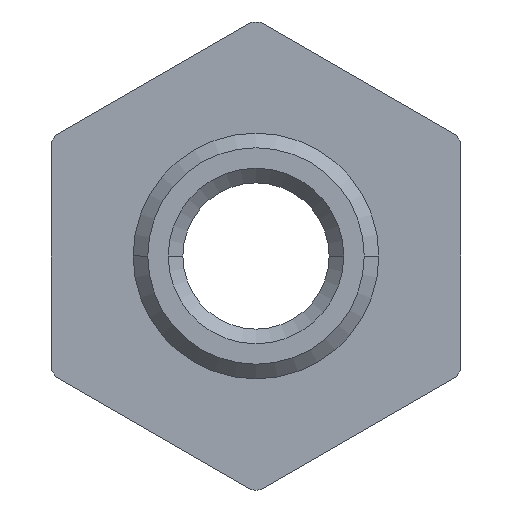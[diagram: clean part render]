
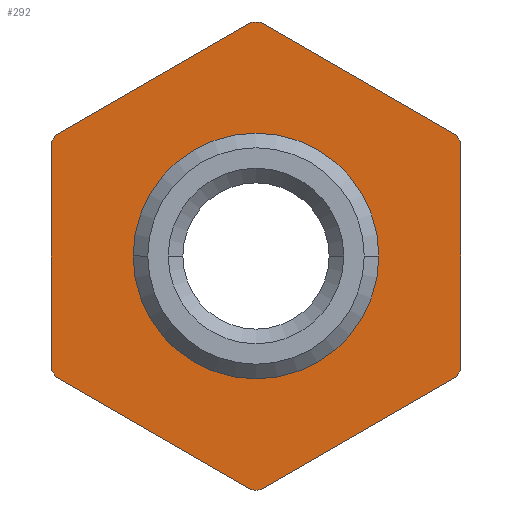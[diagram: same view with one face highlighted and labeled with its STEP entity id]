
A CAD part, front view. The second image highlights one B-rep face of the part: STEP entity #292.
In plain terms, the highlighted planar face has unit normal (0, -1, 0).
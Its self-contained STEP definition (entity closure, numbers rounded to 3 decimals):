
#3 = VECTOR ( 'NONE', #254, 1000. ) ;
#20 = ORIENTED_EDGE ( 'NONE', *, *, #803, .F. ) ;
#30 = VECTOR ( 'NONE', #201, 1000. ) ;
#43 = EDGE_CURVE ( 'NONE', #126, #406, #459, .T. ) ;
#58 = VECTOR ( 'NONE', #128, 1000. ) ;
#59 = CIRCLE ( 'NONE', #576, 4. ) ;
#63 = DIRECTION ( 'NONE',  ( 0., -1., 0. ) ) ;
#75 = AXIS2_PLACEMENT_3D ( 'NONE', #446, #305, #712 ) ;
#86 = DIRECTION ( 'NONE',  ( 0., -1., 0. ) ) ;
#105 = ORIENTED_EDGE ( 'NONE', *, *, #775, .T. ) ;
#107 = ORIENTED_EDGE ( 'NONE', *, *, #381, .T. ) ;
#109 = FACE_BOUND ( 'NONE', #788, .T. ) ;
#115 = VERTEX_POINT ( 'NONE', #416 ) ;
#117 = CARTESIAN_POINT ( 'NONE',  ( 0., 0., 0. ) ) ;
#118 = AXIS2_PLACEMENT_3D ( 'NONE', #176, #597, #785 ) ;
#123 = ORIENTED_EDGE ( 'NONE', *, *, #43, .F. ) ;
#126 = VERTEX_POINT ( 'NONE', #794 ) ;
#128 = DIRECTION ( 'NONE',  ( 0., 0., 1. ) ) ;
#134 = LINE ( 'NONE', #148, #30 ) ;
#148 = CARTESIAN_POINT ( 'NONE',  ( -1.25, 0., -4.763 ) ) ;
#153 = AXIS2_PLACEMENT_3D ( 'NONE', #448, #86, #512 ) ;
#158 = VERTEX_POINT ( 'NONE', #557 ) ;
#164 = AXIS2_PLACEMENT_3D ( 'NONE', #577, #196, #259 ) ;
#171 = CARTESIAN_POINT ( 'NONE',  ( 0.073, 0., -3.999 ) ) ;
#176 = CARTESIAN_POINT ( 'NONE',  ( 0., 0., 0. ) ) ;
#178 = VECTOR ( 'NONE', #245, 1000. ) ;
#183 = AXIS2_PLACEMENT_3D ( 'NONE', #438, #632, #260 ) ;
#186 = DIRECTION ( 'NONE',  ( 0., -1., 0. ) ) ;
#196 = DIRECTION ( 'NONE',  ( 0., -1., 0. ) ) ;
#197 = PLANE ( 'NONE',  #183 ) ;
#201 = DIRECTION ( 'NONE',  ( -0.866, 0., -0.5 ) ) ;
#203 = DIRECTION ( 'NONE',  ( 1., 0., 0. ) ) ;
#209 = LINE ( 'NONE', #617, #178 ) ;
#210 = EDGE_CURVE ( 'NONE', #115, #224, #442, .T. ) ;
#220 = VECTOR ( 'NONE', #375, 1000. ) ;
#221 = AXIS2_PLACEMENT_3D ( 'NONE', #702, #323, #396 ) ;
#222 = ORIENTED_EDGE ( 'NONE', *, *, #633, .T. ) ;
#224 = VERTEX_POINT ( 'NONE', #552 ) ;
#243 = CARTESIAN_POINT ( 'NONE',  ( -1.25, 0., 4.763 ) ) ;
#245 = DIRECTION ( 'NONE',  ( 0.866, 0., 0.5 ) ) ;
#250 = CARTESIAN_POINT ( 'NONE',  ( 3.5, 0., -1.936 ) ) ;
#251 = CARTESIAN_POINT ( 'NONE',  ( 3.427, 0., 2.063 ) ) ;
#254 = DIRECTION ( 'NONE',  ( -0.866, 0., 0.5 ) ) ;
#259 = DIRECTION ( 'NONE',  ( 1., 0., 0. ) ) ;
#260 = DIRECTION ( 'NONE',  ( -1., 0., 0. ) ) ;
#262 = EDGE_CURVE ( 'NONE', #602, #296, #745, .T. ) ;
#272 = LINE ( 'NONE', #495, #290 ) ;
#279 = VERTEX_POINT ( 'NONE', #573 ) ;
#284 = CIRCLE ( 'NONE', #75, 4. ) ;
#286 = ORIENTED_EDGE ( 'NONE', *, *, #590, .F. ) ;
#290 = VECTOR ( 'NONE', #631, 1000. ) ;
#292 = ADVANCED_FACE ( 'NONE', ( #109, #543 ), #197, .F. ) ;
#293 = EDGE_CURVE ( 'NONE', #419, #158, #786, .T. ) ;
#296 = VERTEX_POINT ( 'NONE', #699 ) ;
#305 = DIRECTION ( 'NONE',  ( 0., -1., 0. ) ) ;
#323 = DIRECTION ( 'NONE',  ( 0., -1., 0. ) ) ;
#328 = EDGE_CURVE ( 'NONE', #279, #406, #754, .T. ) ;
#332 = ORIENTED_EDGE ( 'NONE', *, *, #504, .F. ) ;
#337 = CARTESIAN_POINT ( 'NONE',  ( 0., 0., 0. ) ) ;
#340 = EDGE_CURVE ( 'NONE', #734, #420, #134, .T. ) ;
#375 = DIRECTION ( 'NONE',  ( 0.866, 0., -0.5 ) ) ;
#381 = EDGE_CURVE ( 'NONE', #602, #420, #570, .T. ) ;
#394 = CARTESIAN_POINT ( 'NONE',  ( 3.427, 0., -2.063 ) ) ;
#396 = DIRECTION ( 'NONE',  ( 1., 0., 0. ) ) ;
#397 = LINE ( 'NONE', #243, #220 ) ;
#404 = EDGE_LOOP ( 'NONE', ( #548, #222, #286, #533, #20, #529, #123, #105, #546, #107, #792, #488 ) ) ;
#406 = VERTEX_POINT ( 'NONE', #741 ) ;
#416 = CARTESIAN_POINT ( 'NONE',  ( 0.073, 0., 3.999 ) ) ;
#419 = VERTEX_POINT ( 'NONE', #479 ) ;
#420 = VERTEX_POINT ( 'NONE', #171 ) ;
#422 = DIRECTION ( 'NONE',  ( 1., 0., 0. ) ) ;
#438 = CARTESIAN_POINT ( 'NONE',  ( -4., 0., 0. ) ) ;
#442 = CIRCLE ( 'NONE', #118, 4. ) ;
#446 = CARTESIAN_POINT ( 'NONE',  ( 0., 0., 0. ) ) ;
#448 = CARTESIAN_POINT ( 'NONE',  ( 0., 0., 0. ) ) ;
#455 = EDGE_CURVE ( 'NONE', #734, #707, #518, .T. ) ;
#459 = LINE ( 'NONE', #496, #58 ) ;
#463 = EDGE_CURVE ( 'NONE', #776, #707, #272, .T. ) ;
#465 = VERTEX_POINT ( 'NONE', #251 ) ;
#479 = CARTESIAN_POINT ( 'NONE',  ( 2.1, 0., 0. ) ) ;
#488 = ORIENTED_EDGE ( 'NONE', *, *, #455, .T. ) ;
#495 = CARTESIAN_POINT ( 'NONE',  ( 3.5, 0., 0. ) ) ;
#496 = CARTESIAN_POINT ( 'NONE',  ( -3.5, 0., 0. ) ) ;
#504 = EDGE_CURVE ( 'NONE', #158, #419, #653, .T. ) ;
#512 = DIRECTION ( 'NONE',  ( 1., 0., 0. ) ) ;
#518 = CIRCLE ( 'NONE', #684, 4. ) ;
#529 = ORIENTED_EDGE ( 'NONE', *, *, #328, .T. ) ;
#533 = ORIENTED_EDGE ( 'NONE', *, *, #210, .T. ) ;
#543 = FACE_OUTER_BOUND ( 'NONE', #404, .T. ) ;
#546 = ORIENTED_EDGE ( 'NONE', *, *, #262, .F. ) ;
#548 = ORIENTED_EDGE ( 'NONE', *, *, #463, .F. ) ;
#552 = CARTESIAN_POINT ( 'NONE',  ( -0.073, 0., 3.999 ) ) ;
#557 = CARTESIAN_POINT ( 'NONE',  ( -2.1, 0., 0. ) ) ;
#563 = DIRECTION ( 'NONE',  ( 1., 0., 0. ) ) ;
#569 = CARTESIAN_POINT ( 'NONE',  ( -4.75, 0., -1.299 ) ) ;
#570 = CIRCLE ( 'NONE', #596, 4. ) ;
#573 = CARTESIAN_POINT ( 'NONE',  ( -3.427, 0., 2.063 ) ) ;
#576 = AXIS2_PLACEMENT_3D ( 'NONE', #337, #647, #203 ) ;
#577 = CARTESIAN_POINT ( 'NONE',  ( 0., 0., 0. ) ) ;
#590 = EDGE_CURVE ( 'NONE', #115, #465, #397, .T. ) ;
#596 = AXIS2_PLACEMENT_3D ( 'NONE', #117, #63, #422 ) ;
#597 = DIRECTION ( 'NONE',  ( 0., -1., 0. ) ) ;
#599 = CARTESIAN_POINT ( 'NONE',  ( -0.073, 0., -3.999 ) ) ;
#602 = VERTEX_POINT ( 'NONE', #599 ) ;
#616 = CARTESIAN_POINT ( 'NONE',  ( 0., 0., 0. ) ) ;
#617 = CARTESIAN_POINT ( 'NONE',  ( -4.75, 0., 1.299 ) ) ;
#631 = DIRECTION ( 'NONE',  ( 0., 0., -1. ) ) ;
#632 = DIRECTION ( 'NONE',  ( 0., 1., 0. ) ) ;
#633 = EDGE_CURVE ( 'NONE', #776, #465, #284, .T. ) ;
#647 = DIRECTION ( 'NONE',  ( 0., -1., 0. ) ) ;
#653 = CIRCLE ( 'NONE', #164, 2.1 ) ;
#684 = AXIS2_PLACEMENT_3D ( 'NONE', #616, #186, #563 ) ;
#699 = CARTESIAN_POINT ( 'NONE',  ( -3.427, 0., -2.063 ) ) ;
#702 = CARTESIAN_POINT ( 'NONE',  ( 0., 0., 0. ) ) ;
#707 = VERTEX_POINT ( 'NONE', #250 ) ;
#712 = DIRECTION ( 'NONE',  ( 1., 0., 0. ) ) ;
#725 = ORIENTED_EDGE ( 'NONE', *, *, #293, .F. ) ;
#734 = VERTEX_POINT ( 'NONE', #394 ) ;
#741 = CARTESIAN_POINT ( 'NONE',  ( -3.5, 0., 1.936 ) ) ;
#744 = CARTESIAN_POINT ( 'NONE',  ( 3.5, 0., 1.936 ) ) ;
#745 = LINE ( 'NONE', #569, #3 ) ;
#754 = CIRCLE ( 'NONE', #221, 4. ) ;
#775 = EDGE_CURVE ( 'NONE', #126, #296, #59, .T. ) ;
#776 = VERTEX_POINT ( 'NONE', #744 ) ;
#785 = DIRECTION ( 'NONE',  ( 1., 0., 0. ) ) ;
#786 = CIRCLE ( 'NONE', #153, 2.1 ) ;
#788 = EDGE_LOOP ( 'NONE', ( #725, #332 ) ) ;
#792 = ORIENTED_EDGE ( 'NONE', *, *, #340, .F. ) ;
#794 = CARTESIAN_POINT ( 'NONE',  ( -3.5, 0., -1.936 ) ) ;
#803 = EDGE_CURVE ( 'NONE', #279, #224, #209, .T. ) ;
